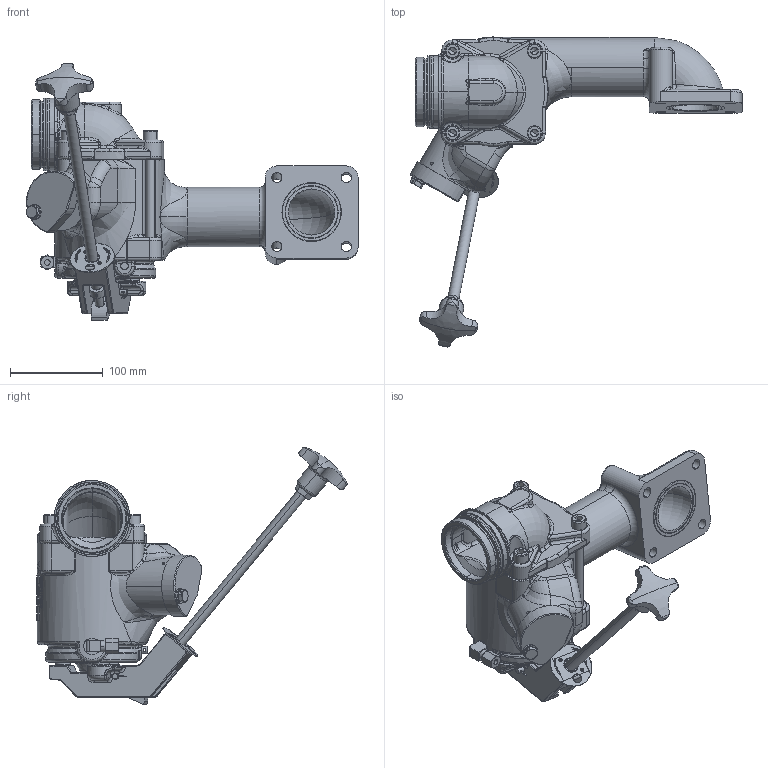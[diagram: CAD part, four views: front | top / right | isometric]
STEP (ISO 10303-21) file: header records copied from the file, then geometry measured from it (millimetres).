
FILE_DESCRIPTION (( 'STEP AP214' ), '1' );
FILE_NAME ('VA80-2D_22773.STEP', '2014-11-20T12:16:24', ( 'Admin2' ), ( '' ), 'SwSTEP 2.0', 'SolidWorks 2010', '' );
FILE_SCHEMA (( 'AUTOMOTIVE_DESIGN' ));
Length unit declared in the file: millimetre
Products named in the file (1): VA80-2D_22773
Bounding box: 358.06 x 334.56 x 277.15 mm (x, y, z)
Volume: 1640666.9 mm3; surface area: 422415 mm2
Topology: 34 solids, 34 shells, 2734 faces, 6804 edges, 4095 vertices
Faces by surface type: cylinder 817, plane 628, bspline 540, cone 449, torus 267, sphere 33
Entity records: 142497 total; most frequent: CARTESIAN_POINT 50593, ORIENTED_EDGE 13338, DIRECTION 12343, EDGE_CURVE 6669, AXIS2_PLACEMENT_3D 4964, VERTEX_POINT 4090, EDGE_LOOP 2943, UNCERTAINTY_MEASURE_WITH_UNIT 2770
